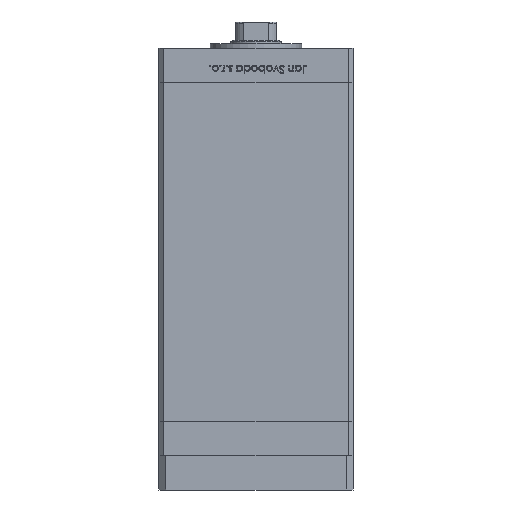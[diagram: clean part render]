
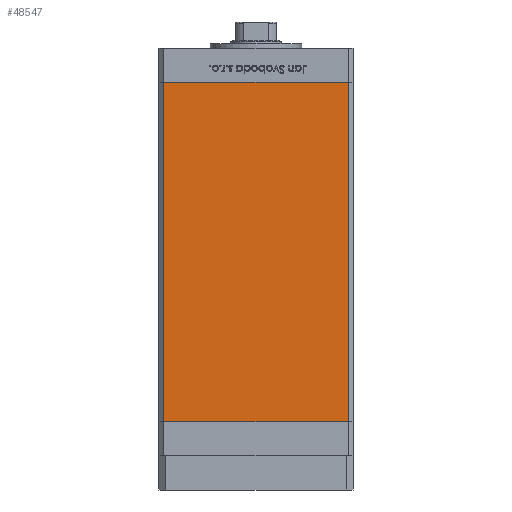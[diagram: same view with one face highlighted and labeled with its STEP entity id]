
A CAD part, front view. The second image highlights one B-rep face of the part: STEP entity #48547.
In plain terms, the highlighted planar face has unit normal (0, -1, 0).
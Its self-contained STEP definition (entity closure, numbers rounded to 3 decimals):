
#353 = CARTESIAN_POINT ( 'NONE',  ( 40.5, -37.5, 148.5 ) ) ;
#405 = CARTESIAN_POINT ( 'NONE',  ( -40.5, -37.5, 148.5 ) ) ;
#2483 = VECTOR ( 'NONE', #51718, 1000. ) ;
#2643 = AXIS2_PLACEMENT_3D ( 'NONE', #31927, #10860, #40782 ) ;
#3283 = EDGE_CURVE ( 'NONE', #35176, #43562, #41608, .T. ) ;
#3617 = CARTESIAN_POINT ( 'NONE',  ( -40.5, -37.5, 0. ) ) ;
#5813 = ORIENTED_EDGE ( 'NONE', *, *, #42855, .T. ) ;
#8838 = CARTESIAN_POINT ( 'NONE',  ( 40.5, -37.5, 148.5 ) ) ;
#9286 = EDGE_CURVE ( 'NONE', #34779, #43562, #32227, .T. ) ;
#10860 = DIRECTION ( 'NONE',  ( 0., 1., 0. ) ) ;
#12127 = VECTOR ( 'NONE', #48137, 1000. ) ;
#18022 = ORIENTED_EDGE ( 'NONE', *, *, #9286, .T. ) ;
#21729 = CARTESIAN_POINT ( 'NONE',  ( -40.5, -37.5, 148.5 ) ) ;
#27480 = VECTOR ( 'NONE', #29498, 1000. ) ;
#29498 = DIRECTION ( 'NONE',  ( 0., 0., -1. ) ) ;
#29545 = LINE ( 'NONE', #405, #44534 ) ;
#31789 = VERTEX_POINT ( 'NONE', #21729 ) ;
#31927 = CARTESIAN_POINT ( 'NONE',  ( -40.5, -37.5, 148.5 ) ) ;
#32227 = LINE ( 'NONE', #3617, #12127 ) ;
#32530 = EDGE_CURVE ( 'NONE', #31789, #35176, #29545, .T. ) ;
#34098 = DIRECTION ( 'NONE',  ( 1., 0., 0. ) ) ;
#34347 = EDGE_LOOP ( 'NONE', ( #18022, #48541, #47595, #5813 ) ) ;
#34779 = VERTEX_POINT ( 'NONE', #37764 ) ;
#35176 = VERTEX_POINT ( 'NONE', #8838 ) ;
#37764 = CARTESIAN_POINT ( 'NONE',  ( -40.5, -37.5, 0. ) ) ;
#40782 = DIRECTION ( 'NONE',  ( 0., 0., 1. ) ) ;
#41608 = LINE ( 'NONE', #353, #27480 ) ;
#42855 = EDGE_CURVE ( 'NONE', #31789, #34779, #51988, .T. ) ;
#43562 = VERTEX_POINT ( 'NONE', #47483 ) ;
#43773 = FACE_OUTER_BOUND ( 'NONE', #34347, .T. ) ;
#44534 = VECTOR ( 'NONE', #34098, 1000. ) ;
#47414 = CARTESIAN_POINT ( 'NONE',  ( -40.5, -37.5, 148.5 ) ) ;
#47483 = CARTESIAN_POINT ( 'NONE',  ( 40.5, -37.5, 0. ) ) ;
#47595 = ORIENTED_EDGE ( 'NONE', *, *, #32530, .F. ) ;
#48137 = DIRECTION ( 'NONE',  ( 1., 0., 0. ) ) ;
#48541 = ORIENTED_EDGE ( 'NONE', *, *, #3283, .F. ) ;
#48547 = ADVANCED_FACE ( 'NONE', ( #43773 ), #48617, .F. ) ;
#48617 = PLANE ( 'NONE',  #2643 ) ;
#51718 = DIRECTION ( 'NONE',  ( 0., 0., -1. ) ) ;
#51988 = LINE ( 'NONE', #47414, #2483 ) ;
